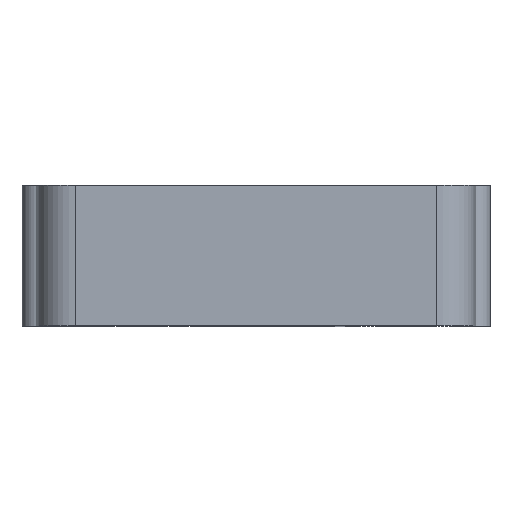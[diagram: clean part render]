
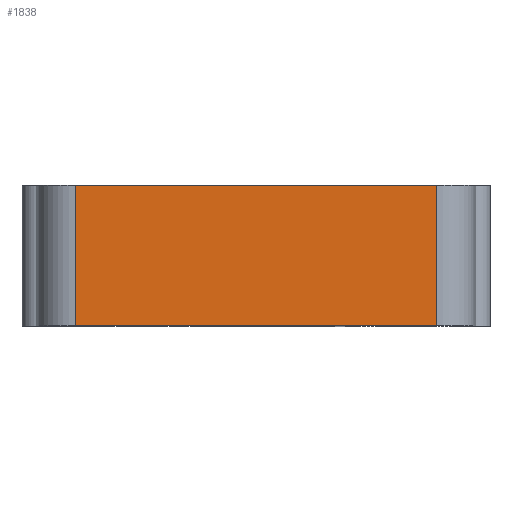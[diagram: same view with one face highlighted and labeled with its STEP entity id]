
A CAD part, top view. The second image highlights one B-rep face of the part: STEP entity #1838.
In plain terms, the highlighted planar face has unit normal (0, 0, 1).
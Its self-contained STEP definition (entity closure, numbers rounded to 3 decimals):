
#26=PLANE('',#1950);
#102=LINE('',#2733,#305);
#103=LINE('',#2736,#306);
#104=LINE('',#2738,#307);
#105=LINE('',#2740,#308);
#305=VECTOR('',#2164,1000.);
#306=VECTOR('',#2165,1000.);
#307=VECTOR('',#2166,1000.);
#308=VECTOR('',#2167,1000.);
#513=ORIENTED_EDGE('',*,*,#1075,.T.);
#514=ORIENTED_EDGE('',*,*,#1076,.T.);
#515=ORIENTED_EDGE('',*,*,#1077,.F.);
#516=ORIENTED_EDGE('',*,*,#1078,.F.);
#1075=EDGE_CURVE('',#1355,#1356,#102,.T.);
#1076=EDGE_CURVE('',#1356,#1357,#103,.T.);
#1077=EDGE_CURVE('',#1358,#1357,#104,.T.);
#1078=EDGE_CURVE('',#1355,#1358,#105,.T.);
#1355=VERTEX_POINT('',#2734);
#1356=VERTEX_POINT('',#2735);
#1357=VERTEX_POINT('',#2737);
#1358=VERTEX_POINT('',#2739);
#1603=EDGE_LOOP('',(#513,#514,#515,#516));
#1701=FACE_BOUND('',#1603,.T.);
#1838=ADVANCED_FACE('',(#1701),#26,.T.);
#1950=AXIS2_PLACEMENT_3D('',#2732,#2162,#2163);
#2162=DIRECTION('',(0.,0.,1.));
#2163=DIRECTION('',(1.,0.,0.));
#2164=DIRECTION('',(-1.,0.,0.));
#2165=DIRECTION('',(0.,-1.,0.));
#2166=DIRECTION('',(-1.,0.,0.));
#2167=DIRECTION('',(0.,-1.,0.));
#2732=CARTESIAN_POINT('',(25.,1.5,20.7));
#2733=CARTESIAN_POINT('',(25.,1.5,20.7));
#2734=CARTESIAN_POINT('',(19.29,1.5,20.7));
#2735=CARTESIAN_POINT('',(-19.29,1.5,20.7));
#2736=CARTESIAN_POINT('',(-19.29,64.932,20.7));
#2737=CARTESIAN_POINT('',(-19.29,-13.5,20.7));
#2738=CARTESIAN_POINT('',(19.29,-13.5,20.7));
#2739=CARTESIAN_POINT('',(19.29,-13.5,20.7));
#2740=CARTESIAN_POINT('',(19.29,64.932,20.7));
